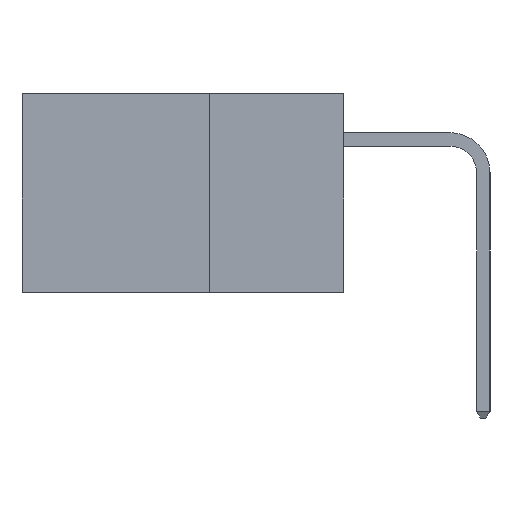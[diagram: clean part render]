
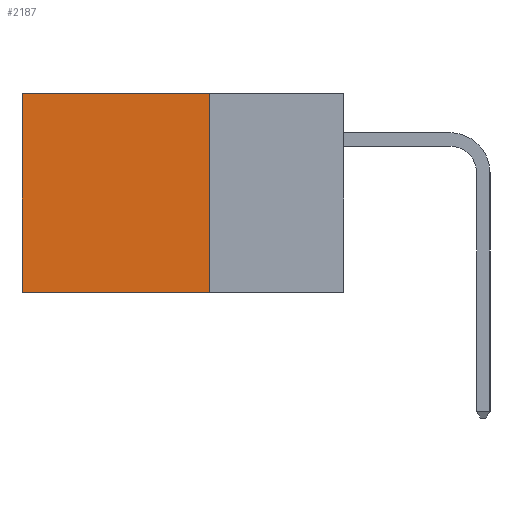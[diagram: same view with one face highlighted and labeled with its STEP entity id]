
A CAD part, left-side view. The second image highlights one B-rep face of the part: STEP entity #2187.
In plain terms, the highlighted planar face has unit normal (-1, 0, 0).
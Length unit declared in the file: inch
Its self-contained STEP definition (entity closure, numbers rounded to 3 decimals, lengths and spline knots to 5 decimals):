
#26 = LINE ( 'NONE', #6509, #2124 ) ;
#109 = EDGE_CURVE ( 'NONE', #5747, #929, #8041, .T. ) ;
#478 = VERTEX_POINT ( 'NONE', #4298 ) ;
#665 = ORIENTED_EDGE ( 'NONE', *, *, #8998, .T. ) ;
#929 = VERTEX_POINT ( 'NONE', #1924 ) ;
#938 = ORIENTED_EDGE ( 'NONE', *, *, #109, .F. ) ;
#1049 = AXIS2_PLACEMENT_3D ( 'NONE', #9589, #4260, #8192 ) ;
#1171 = EDGE_LOOP ( 'NONE', ( #665, #7036, #938, #5365 ) ) ;
#1924 = CARTESIAN_POINT ( 'NONE',  ( 0.298, 0.25, -0.37 ) ) ;
#2124 = VECTOR ( 'NONE', #5039, 39.37008 ) ;
#2187 = ADVANCED_FACE ( 'NONE', ( #9117 ), #3512, .F. ) ;
#3316 = CARTESIAN_POINT ( 'NONE',  ( 0.298, 0.6, 0. ) ) ;
#3431 = LINE ( 'NONE', #3316, #7139 ) ;
#3512 = PLANE ( 'NONE',  #1049 ) ;
#3583 = CARTESIAN_POINT ( 'NONE',  ( 0.298, 0.25, 0. ) ) ;
#4038 = DIRECTION ( 'NONE',  ( 0., 1., 0. ) ) ;
#4122 = DIRECTION ( 'NONE',  ( 0., 0., -1. ) ) ;
#4260 = DIRECTION ( 'NONE',  ( 1., 0., 0. ) ) ;
#4298 = CARTESIAN_POINT ( 'NONE',  ( 0.298, 0.6, 0. ) ) ;
#4318 = CARTESIAN_POINT ( 'NONE',  ( 0.298, 0.25, 0. ) ) ;
#5039 = DIRECTION ( 'NONE',  ( 0., 1., 0. ) ) ;
#5363 = CARTESIAN_POINT ( 'NONE',  ( 0.298, 0.6, -0.37 ) ) ;
#5365 = ORIENTED_EDGE ( 'NONE', *, *, #7744, .T. ) ;
#5498 = LINE ( 'NONE', #3583, #8774 ) ;
#5747 = VERTEX_POINT ( 'NONE', #4318 ) ;
#5962 = VECTOR ( 'NONE', #9604, 39.37008 ) ;
#6509 = CARTESIAN_POINT ( 'NONE',  ( 0.298, 0.25, -0.37 ) ) ;
#7036 = ORIENTED_EDGE ( 'NONE', *, *, #9140, .F. ) ;
#7139 = VECTOR ( 'NONE', #4122, 39.37008 ) ;
#7744 = EDGE_CURVE ( 'NONE', #5747, #478, #5498, .T. ) ;
#8041 = LINE ( 'NONE', #9708, #5962 ) ;
#8192 = DIRECTION ( 'NONE',  ( 0., 0., -1. ) ) ;
#8774 = VECTOR ( 'NONE', #4038, 39.37008 ) ;
#8998 = EDGE_CURVE ( 'NONE', #478, #9529, #3431, .T. ) ;
#9117 = FACE_OUTER_BOUND ( 'NONE', #1171, .T. ) ;
#9140 = EDGE_CURVE ( 'NONE', #929, #9529, #26, .T. ) ;
#9529 = VERTEX_POINT ( 'NONE', #5363 ) ;
#9589 = CARTESIAN_POINT ( 'NONE',  ( 0.298, 0.25, 0. ) ) ;
#9604 = DIRECTION ( 'NONE',  ( 0., 0., -1. ) ) ;
#9708 = CARTESIAN_POINT ( 'NONE',  ( 0.298, 0.25, 0. ) ) ;
